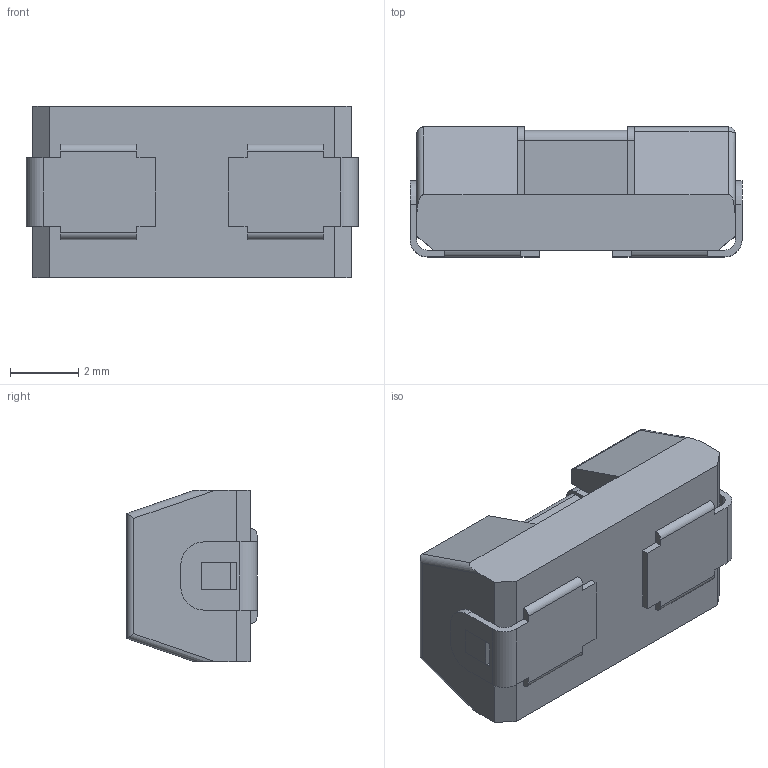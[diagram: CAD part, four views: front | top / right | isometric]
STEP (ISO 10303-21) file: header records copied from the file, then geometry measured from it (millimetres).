
FILE_DESCRIPTION (( 'STEP AP214' ), '1' );
FILE_NAME ('01550900M.STEP', '2022-09-09T09:14:11', ( '' ), ( '' ), 'SwSTEP 2.0', 'SolidWorks 2017', '' );
FILE_SCHEMA (( 'AUTOMOTIVE_DESIGN' ));
Length unit declared in the file: millimetre
Products named in the file (1): 01550900M
Bounding box: 9.73 x 3.81 x 5.03 mm (x, y, z)
Volume: 139.8 mm3; surface area: 384.1 mm2
Topology: 6 solids, 6 shells, 146 faces, 376 edges, 232 vertices
Faces by surface type: plane 96, cylinder 40, sphere 10
Entity records: 4381 total; most frequent: CARTESIAN_POINT 763, ORIENTED_EDGE 732, DIRECTION 726, EDGE_CURVE 366, VECTOR 288, LINE 288, VERTEX_POINT 232, AXIS2_PLACEMENT_3D 219
